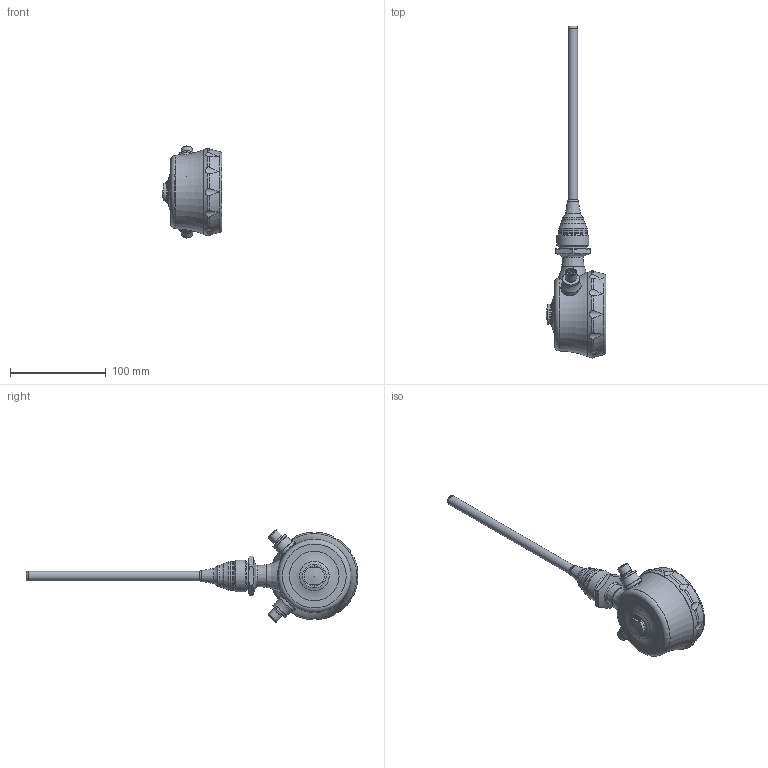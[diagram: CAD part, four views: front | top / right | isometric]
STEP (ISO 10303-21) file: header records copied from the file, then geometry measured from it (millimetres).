
FILE_DESCRIPTION(/* description */ ('Unknown'),/* implementation_level */ '2;1');
FILE_NAME(/* name */ 'PLP70x-50020004x.D11CA040.3xxx',/* time_stamp */ '2024-02-08T13:39:56+01:00',/* author */ ('Unknown'),/* organization */ ('Baumer'),/* preprocessor_version */ 'ST-DEVELOPER v16.7',/* originating_system */ 'Solid Edge',/* authorisation */ 'Unknown');
FILE_SCHEMA (('AUTOMOTIVE_DESIGN {1 0 10303 214 3 1 1}'));
Length unit declared in the file: millimetre
Products named in the file (1): Part4
Bounding box: 62.05 x 345.94 x 95.92 mm (x, y, z)
Volume: 114934.4 mm3; surface area: 90931.5 mm2
Topology: 2 solids, 15 shells, 725 faces, 1844 edges, 1203 vertices
Faces by surface type: plane 320, cylinder 205, cone 113, torus 63, bspline 20, sphere 4
Full cylindrical faces by diameter (mm): 1.64 x9, 1.9 x1, 2 x4, 3 x1, 3.4 x4, 4.5 x1, 7 x1, 7.709 x1, 8 x1, 9.5 x1, 10 x3, 10.5 x1, 11 x2, 11.5 x1, 11.741 x2, 12 x3, 13 x1, 13.8 x2, 14 x1, 14.5 x2, 15.85 x2, 16 x13, 17.7 x1, 18.36 x1, 18.9 x1, 18.917 x1, 19.5 x2, 19.7 x1, 20 x1, 20.8 x3
Entity records: 27886 total; most frequent: CARTESIAN_POINT 6990, DIRECTION 3239, ORIENTED_EDGE 3030, EDGE_CURVE 1515, AXIS2_PLACEMENT_3D 1318, VERTEX_POINT 1093, FACE_BOUND 1034, EDGE_LOOP 1023
